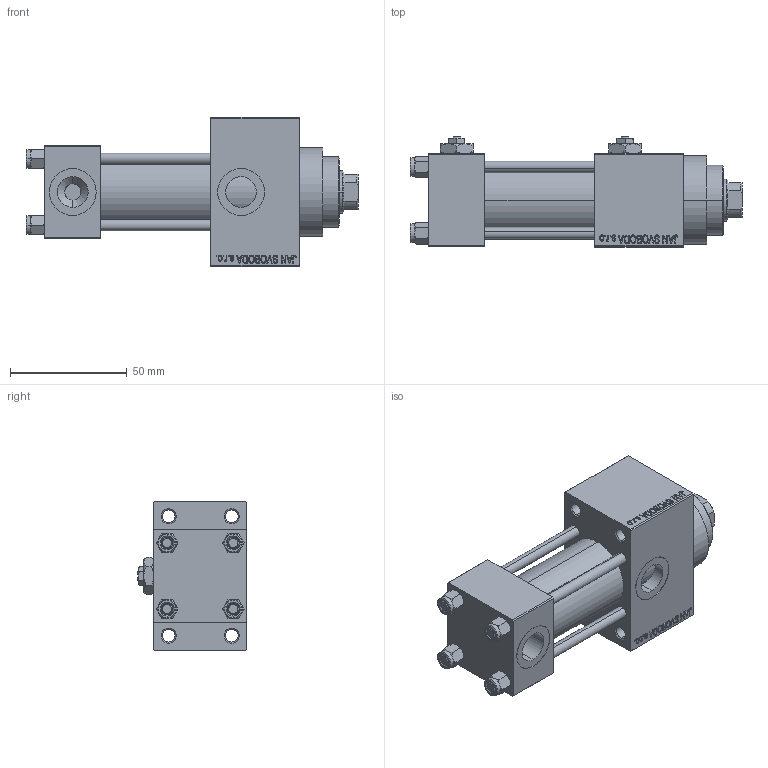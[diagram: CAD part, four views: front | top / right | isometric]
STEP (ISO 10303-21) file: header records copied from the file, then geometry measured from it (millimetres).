
FILE_DESCRIPTION (( 'STEP AP203' ), '1' );
FILE_NAME ('a583.STEP', '2025-05-26T15:00:26', ( '' ), ( '' ), 'SwSTEP 2.0', 'SolidWorks 2019', '' );
FILE_SCHEMA (( 'CONFIG_CONTROL_DESIGN' ));
Length unit declared in the file: millimetre
Products named in the file (7): a583; NUT_M5_D c21ae56bba14ab3ff4bf942024bf925c; Zatka_pro_OIL_PORT c21ae56bba14ab3ff4bf942024bf925c; V215_VC_A c21ae56bba14ab3ff4bf942024bf925c; V215CR_D_TYCINKA c21ae56bba14ab3ff4bf942024bf925c; V215CR_D_Body c21ae56bba14ab3ff4bf942024bf925c; V215CR_VCP_D c21ae56bba14ab3ff4bf942024bf925c
Assembly tree (13 placements, depth 2):
  a583
    V215CR_D_Body c21ae56bba14ab3ff4bf942024bf925c
    V215CR_VCP_D c21ae56bba14ab3ff4bf942024bf925c
    NUT_M5_D c21ae56bba14ab3ff4bf942024bf925c  x4
    V215CR_D_TYCINKA c21ae56bba14ab3ff4bf942024bf925c  x4
    V215_VC_A c21ae56bba14ab3ff4bf942024bf925c
    Zatka_pro_OIL_PORT c21ae56bba14ab3ff4bf942024bf925c  x2
Bounding box: 142 x 47 x 64 mm (x, y, z)
Volume: 179762.3 mm3; surface area: 65864.3 mm2
Topology: 13 solids, 13 shells, 1199 faces, 2962 edges, 1905 vertices
Faces by surface type: plane 541, bspline 368, cone 184, cylinder 98, torus 8
Entity records: 48995 total; most frequent: CARTESIAN_POINT 25613, ORIENTED_EDGE 5224, DIRECTION 3410, EDGE_CURVE 2612, VERTEX_POINT 1703, LINE 1546, VECTOR 1546, EDGE_LOOP 1175
